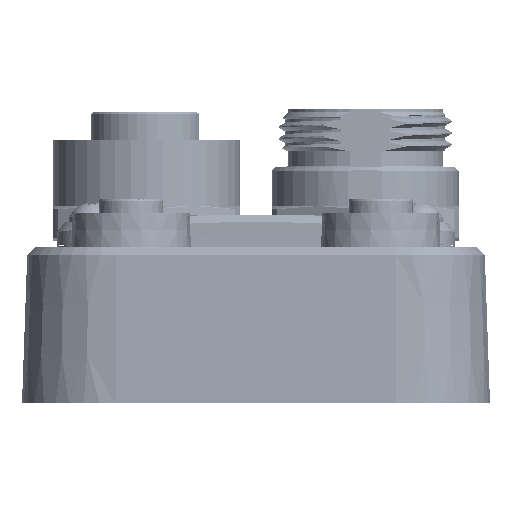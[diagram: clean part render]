
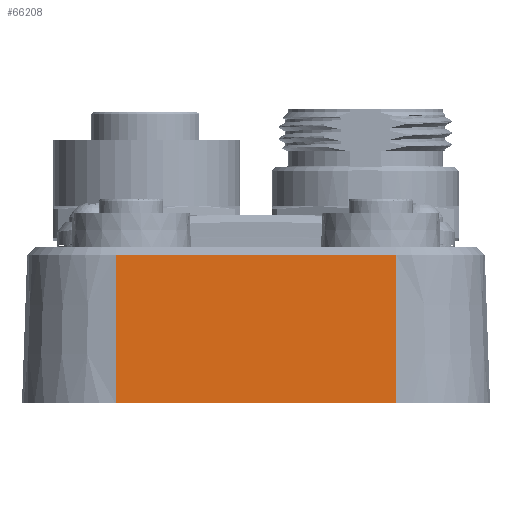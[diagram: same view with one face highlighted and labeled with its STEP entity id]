
A CAD part, front view. The second image highlights one B-rep face of the part: STEP entity #66208.
In plain terms, the highlighted planar face has unit normal (0, -0.999, 0.035).
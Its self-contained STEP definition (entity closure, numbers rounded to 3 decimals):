
#7347=DIRECTION('',(1.,0.,0.));
#7348=VECTOR('',#7347,36.);
#7349=CARTESIAN_POINT('',(100.,-922.836,19.001));
#7350=LINE('',#7349,#7348);
#7504=DIRECTION('',(-1.,0.,0.));
#7505=VECTOR('',#7504,36.);
#7506=CARTESIAN_POINT('',(136.,-923.5,0.));
#7507=LINE('',#7506,#7505);
#7570=DIRECTION('',(0.,0.035,0.999));
#7571=VECTOR('',#7570,19.012);
#7572=CARTESIAN_POINT('',(100.,-923.5,0.));
#7573=LINE('',#7572,#7571);
#7582=DIRECTION('',(0.,-0.035,-0.999));
#7583=VECTOR('',#7582,19.012);
#7584=CARTESIAN_POINT('',(136.,-922.836,19.001));
#7585=LINE('',#7584,#7583);
#48900=CARTESIAN_POINT('',(136.,-922.836,19.001));
#48901=VERTEX_POINT('',#48900);
#48904=CARTESIAN_POINT('',(100.,-922.836,19.001));
#48905=VERTEX_POINT('',#48904);
#48914=CARTESIAN_POINT('',(100.,-923.5,0.));
#48915=VERTEX_POINT('',#48914);
#48918=CARTESIAN_POINT('',(136.,-923.5,0.));
#48919=VERTEX_POINT('',#48918);
#66196=CARTESIAN_POINT('',(88.,-923.5,0.));
#66197=DIRECTION('',(0.,-0.999,0.035));
#66198=DIRECTION('',(0.,0.035,0.999));
#66199=AXIS2_PLACEMENT_3D('',#66196,#66197,#66198);
#66200=PLANE('',#66199);
#66202=ORIENTED_EDGE('',*,*,#66201,.T.);
#66203=ORIENTED_EDGE('',*,*,#66115,.T.);
#66204=ORIENTED_EDGE('',*,*,#66188,.T.);
#66205=ORIENTED_EDGE('',*,*,#65900,.T.);
#66206=EDGE_LOOP('',(#66202,#66203,#66204,#66205));
#66207=FACE_OUTER_BOUND('',#66206,.F.);
#66208=ADVANCED_FACE('',(#66207),#66200,.T.);
#65900=EDGE_CURVE('',#48905,#48901,#7350,.T.);
#66115=EDGE_CURVE('',#48919,#48915,#7507,.T.);
#66188=EDGE_CURVE('',#48915,#48905,#7573,.T.);
#66201=EDGE_CURVE('',#48901,#48919,#7585,.T.);
